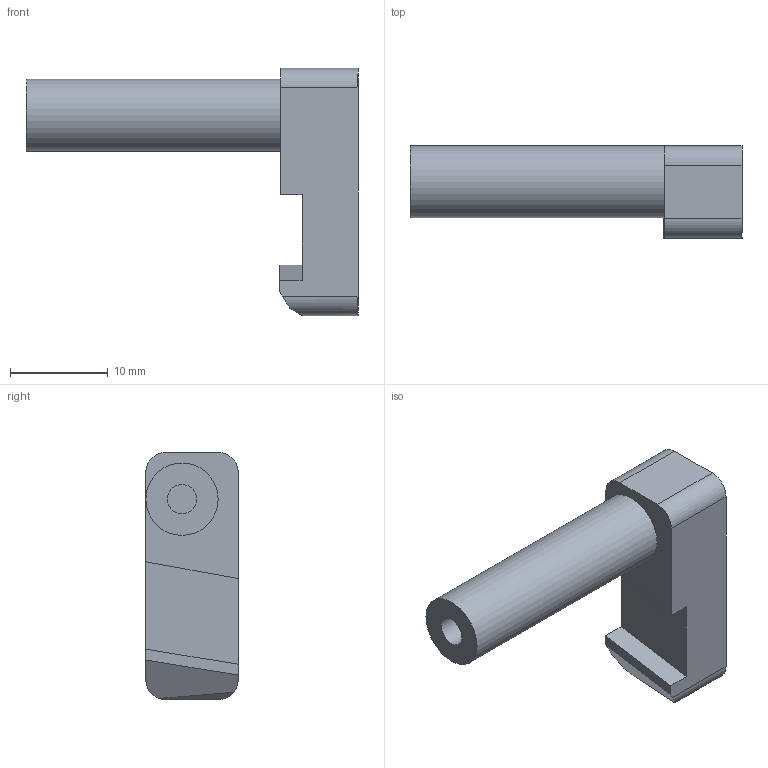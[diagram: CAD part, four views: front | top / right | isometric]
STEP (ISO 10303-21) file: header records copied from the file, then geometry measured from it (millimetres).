
FILE_DESCRIPTION(/* description */ (''),/* implementation_level */ '2;1');
FILE_NAME(/* name */ '27.1-magazine-catch-flat.step',/* time_stamp */ '2022-04-06T21:24:48+01:00',/* author */ (''),/* organization */ (''),/* preprocessor_version */ 'ST-DEVELOPER v18.1',/* originating_system */ 'Autodesk Translation Framework v10.13.0.1454',/* authorisation */ '');
FILE_SCHEMA (('AUTOMOTIVE_DESIGN { 1 0 10303 214 3 1 1 }'));
Length unit declared in the file: millimetre
Products named in the file (1): 27
Bounding box: 34 x 9.45 x 25.3 mm (x, y, z)
Volume: 2560.2 mm3; surface area: 1887.2 mm2
Topology: 1 solids, 1 shells, 20 faces, 48 edges, 32 vertices
Faces by surface type: plane 14, cylinder 6
Full cylindrical faces by diameter (mm): 3 x1, 7.4 x1
Entity records: 626 total; most frequent: DIRECTION 104, CARTESIAN_POINT 101, ORIENTED_EDGE 96, EDGE_CURVE 48, AXIS2_PLACEMENT_3D 35, LINE 34, VECTOR 34, VERTEX_POINT 32
